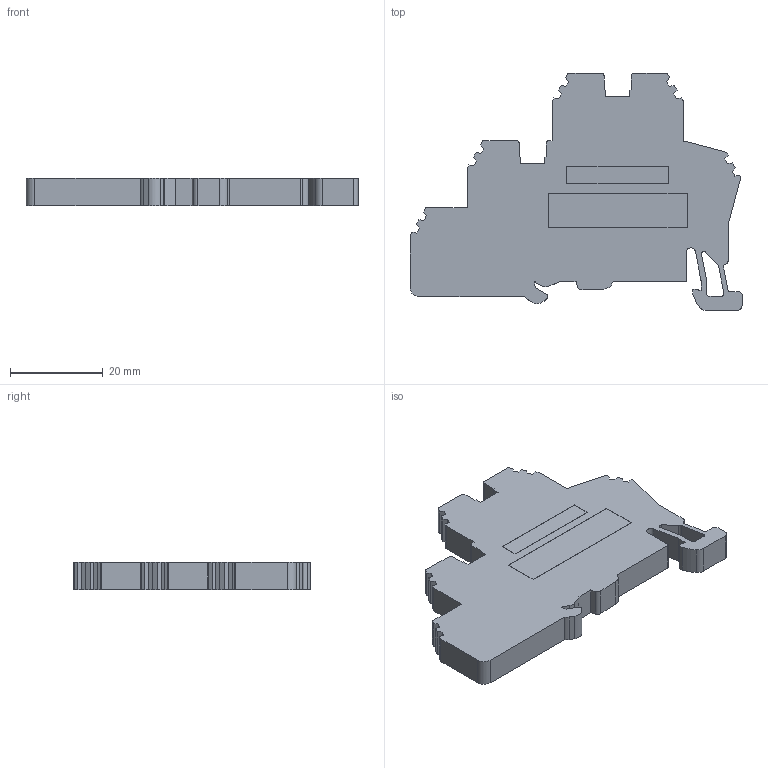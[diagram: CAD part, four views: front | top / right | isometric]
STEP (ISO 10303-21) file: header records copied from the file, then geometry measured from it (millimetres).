
FILE_DESCRIPTION (( 'STEP AP214' ), '1' );
FILE_NAME ('324200_PUK 2 T_Beige.STP', '2013-11-12T13:02:41', ( 'arge' ), ( 'Microsoft' ), 'SwSTEP 2.0', 'SolidWorks 2013', '' );
FILE_SCHEMA (( 'AUTOMOTIVE_DESIGN' ));
Length unit declared in the file: millimetre
Products named in the file (1): 324200_PUK 2 T_Beige
Bounding box: 71.7 x 51.2 x 6 mm (x, y, z)
Volume: 13982.9 mm3; surface area: 6592.8 mm2
Topology: 1 solids, 1 shells, 156 faces, 456 edges, 304 vertices
Faces by surface type: plane 117, cylinder 39
Entity records: 6892 total; most frequent: CARTESIAN_POINT 917, ORIENTED_EDGE 912, DIRECTION 848, EDGE_CURVE 456, VECTOR 378, LINE 378, VERTEX_POINT 304, AXIS2_PLACEMENT_3D 235
